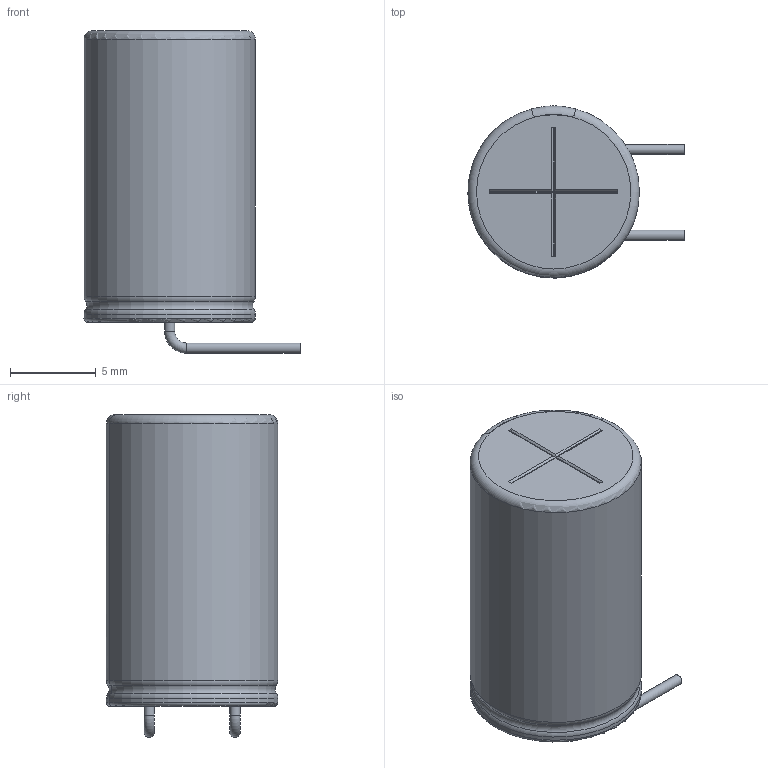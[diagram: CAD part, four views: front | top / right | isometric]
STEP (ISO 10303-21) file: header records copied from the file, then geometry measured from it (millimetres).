
FILE_DESCRIPTION(('FreeCAD Model'),'2;1');
FILE_NAME('Capacitor_Electrolytic_THT_Radial_Angled_D10_H17_P5_d0.6_h1.5_LL2.6.step','2019-07-10T14:41:47',('Author'),(''), 'Open CASCADE STEP processor 7.3','FreeCAD','Unknown');
FILE_SCHEMA(('AUTOMOTIVE_DESIGN { 1 0 10303 214 1 1 1 1 }'));
Length unit declared in the file: millimetre
Products named in the file (1): Capacitor_Electrolytic_THT_Radial_Angled_D10_H17_P5_d0.6_h1.5_LL2.6
Bounding box: 12.6 x 10.01 x 18.81 mm (x, y, z)
Volume: 1335.7 mm3; surface area: 716.9 mm2
Topology: 1 solids, 1 shells, 66 faces, 164 edges, 106 vertices
Faces by surface type: plane 35, torus 16, cylinder 15
Full cylindrical faces by diameter (mm): 0.6 x4
Entity records: 2589 total; most frequent: CARTESIAN_POINT 489, DIRECTION 360, ORIENTED_EDGE 328, EDGE_CURVE 164, AXIS2_PLACEMENT_3D 138, VERTEX_POINT 106, LINE 84, VECTOR 84
